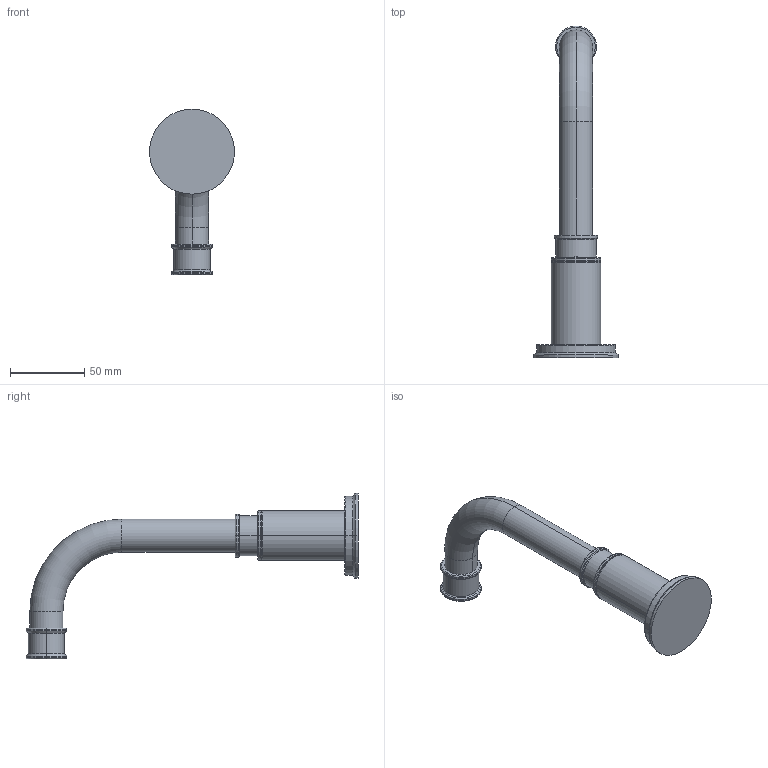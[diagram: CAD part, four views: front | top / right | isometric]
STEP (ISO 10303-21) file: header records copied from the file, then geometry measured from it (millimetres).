
FILE_DESCRIPTION((''),'2;1');
FILE_NAME('3-643','2022-09-07T14:10:34',('rsmith'),(''),'CREO PARAMETRIC BY PTC INC, 2019352','CREO PARAMETRIC BY PTC INC, 2019352','');
FILE_SCHEMA(('CONFIG_CONTROL_DESIGN'));
Length unit declared in the file: inch
Products named in the file (1): 3-643
Bounding box: 57.15 x 223.27 x 111.38 mm (x, y, z)
Volume: 155287.4 mm3; surface area: 28080.1 mm2
Topology: 1 solids, 1 shells, 153 faces, 376 edges, 234 vertices
Faces by surface type: plane 59, cylinder 52, torus 36, cone 6
Entity records: 4588 total; most frequent: DIRECTION 880, CARTESIAN_POINT 763, ORIENTED_EDGE 752, EDGE_CURVE 376, AXIS2_PLACEMENT_3D 351, VERTEX_POINT 234, CIRCLE 198, VECTOR 178
